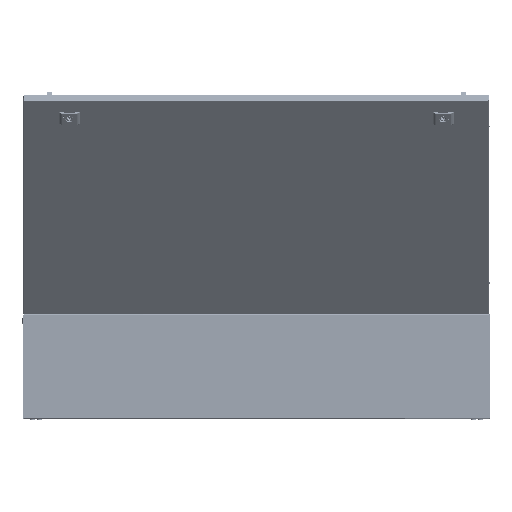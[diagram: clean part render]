
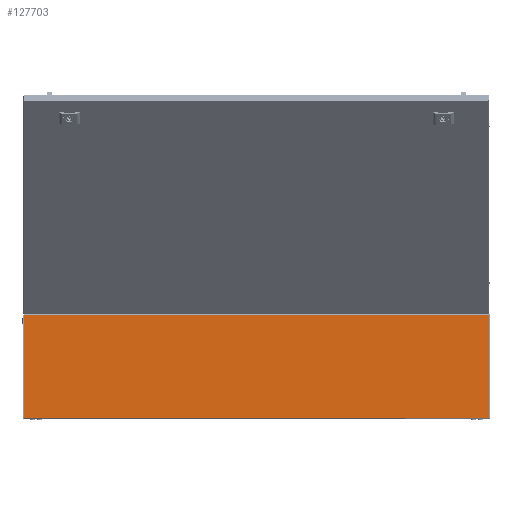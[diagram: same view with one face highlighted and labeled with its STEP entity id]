
A CAD part, front view. The second image highlights one B-rep face of the part: STEP entity #127703.
In plain terms, the highlighted planar face has unit normal (0, -1, 0).
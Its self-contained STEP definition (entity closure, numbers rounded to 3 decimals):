
#8151 = LINE ( 'NONE', #8177, #92911 ) ;
#8166 = LINE ( 'NONE', #8168, #92919 ) ;
#8168 = CARTESIAN_POINT ( 'NONE',  ( -498.5, -300., 1.5 ) ) ;
#8169 = DIRECTION ( 'NONE',  ( -1., 0., 0. ) ) ;
#8173 = CARTESIAN_POINT ( 'NONE',  ( -498.4, -300., 1.5 ) ) ;
#8177 = CARTESIAN_POINT ( 'NONE',  ( 497.793, -300., 220.5 ) ) ;
#8179 = LINE ( 'NONE', #8173, #92917 ) ;
#8181 = DIRECTION ( 'NONE',  ( -1., 0., 0. ) ) ;
#8184 = LINE ( 'NONE', #8188, #92924 ) ;
#8186 = DIRECTION ( 'NONE',  ( 0., 0., 1. ) ) ;
#8188 = CARTESIAN_POINT ( 'NONE',  ( 498.4, -300., 1.5 ) ) ;
#8191 = DIRECTION ( 'NONE',  ( 0., 0., 1. ) ) ;
#10540 = EDGE_CURVE ( 'NONE', #33262, #33244, #8166, .T. ) ;
#10546 = EDGE_CURVE ( 'NONE', #33256, #33241, #8151, .T. ) ;
#10550 = EDGE_CURVE ( 'NONE', #33244, #33241, #8179, .T. ) ;
#10553 = EDGE_CURVE ( 'NONE', #33262, #33256, #8184, .T. ) ;
#33241 = VERTEX_POINT ( 'NONE', #76977 ) ;
#33244 = VERTEX_POINT ( 'NONE', #76981 ) ;
#33256 = VERTEX_POINT ( 'NONE', #76994 ) ;
#33262 = VERTEX_POINT ( 'NONE', #77001 ) ;
#56331 = EDGE_LOOP ( 'NONE', ( #57396, #57399, #57402, #57405 ) ) ;
#57396 = ORIENTED_EDGE ( 'NONE', *, *, #10546, .T. ) ;
#57399 = ORIENTED_EDGE ( 'NONE', *, *, #10550, .F. ) ;
#57402 = ORIENTED_EDGE ( 'NONE', *, *, #10540, .F. ) ;
#57405 = ORIENTED_EDGE ( 'NONE', *, *, #10553, .T. ) ;
#69040 = CARTESIAN_POINT ( 'NONE',  ( -498.5, -300., 222. ) ) ;
#69043 = FACE_OUTER_BOUND ( 'NONE', #56331, .T. ) ;
#69044 = PLANE ( 'NONE',  #129504 ) ;
#69047 = DIRECTION ( 'NONE',  ( 0., 1., 0. ) ) ;
#69048 = DIRECTION ( 'NONE',  ( 0., 0., 1. ) ) ;
#76977 = CARTESIAN_POINT ( 'NONE',  ( -498.4, -300., 220.5 ) ) ;
#76981 = CARTESIAN_POINT ( 'NONE',  ( -498.4, -300., 1.5 ) ) ;
#76994 = CARTESIAN_POINT ( 'NONE',  ( 498.4, -300., 220.5 ) ) ;
#77001 = CARTESIAN_POINT ( 'NONE',  ( 498.4, -300., 1.5 ) ) ;
#92911 = VECTOR ( 'NONE', #8181, 1000. ) ;
#92917 = VECTOR ( 'NONE', #8186, 1000. ) ;
#92919 = VECTOR ( 'NONE', #8169, 1000. ) ;
#92924 = VECTOR ( 'NONE', #8191, 1000. ) ;
#127703 = ADVANCED_FACE ( 'NONE', ( #69043 ), #69044, .F. ) ;
#129504 = AXIS2_PLACEMENT_3D ( 'NONE', #69040, #69047, #69048 ) ;
